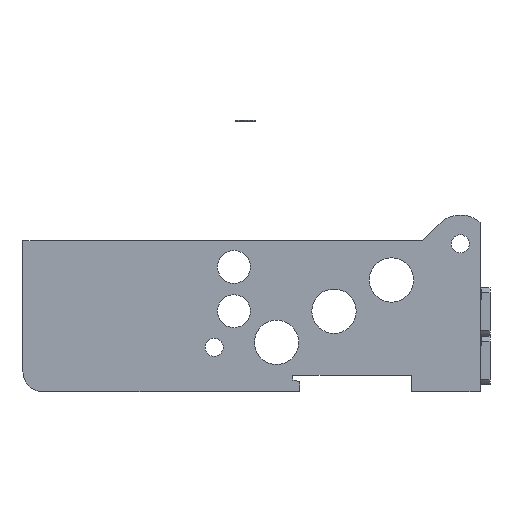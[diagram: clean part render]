
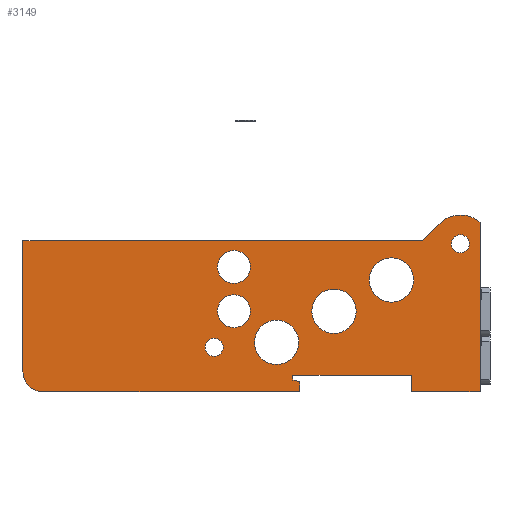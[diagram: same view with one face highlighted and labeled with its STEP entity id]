
A CAD part, front view. The second image highlights one B-rep face of the part: STEP entity #3149.
In plain terms, the highlighted planar face has unit normal (0, -1, 0).
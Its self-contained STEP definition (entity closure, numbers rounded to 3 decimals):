
#1231=CARTESIAN_POINT('',(0.,-9.5,51.437));
#1232=VERTEX_POINT('',#1231);
#1239=CARTESIAN_POINT('',(0.0,-9.5,0.0));
#1240=VERTEX_POINT('',#1239);
#1241=CARTESIAN_POINT('',(0.0,-9.5,51.437));
#1242=DIRECTION('',(0.0,0.0,-1.0));
#1243=VECTOR('',#1242,51.437);
#1244=LINE('',#1241,#1243);
#1245=EDGE_CURVE('',#1232,#1240,#1244,.T.);
#2796=CARTESIAN_POINT('',(-3.25,-9.5,45.0));
#2797=VERTEX_POINT('',#2796);
#2798=CARTESIAN_POINT('',(-6.,-9.5,45.0));
#2799=DIRECTION('',(0.0,1.0,0.0));
#2800=DIRECTION('',(1.0,0.0,0.0));
#2801=AXIS2_PLACEMENT_3D('',#2798,#2799,#2800);
#2802=CIRCLE('',#2801,2.75);
#2803=EDGE_CURVE('',#2797,#2797,#2802,.T.);
#2845=CARTESIAN_POINT('',(-78.25,-9.5,13.5));
#2846=VERTEX_POINT('',#2845);
#2847=CARTESIAN_POINT('',(-81.0,-9.5,13.5));
#2848=DIRECTION('',(0.0,1.0,0.0));
#2849=DIRECTION('',(1.0,0.0,0.0));
#2850=AXIS2_PLACEMENT_3D('',#2847,#2848,#2849);
#2851=CIRCLE('',#2850,2.75);
#2852=EDGE_CURVE('',#2846,#2846,#2851,.T.);
#2872=CARTESIAN_POINT('',(-55.0,-9.5,3.));
#2873=VERTEX_POINT('',#2872);
#2880=CARTESIAN_POINT('',(-55.0,-9.5,0.));
#2881=VERTEX_POINT('',#2880);
#2882=CARTESIAN_POINT('',(-55.0,-9.5,0.));
#2883=DIRECTION('',(0.0,0.0,1.0));
#2884=VECTOR('',#2883,3.0);
#2885=LINE('',#2882,#2884);
#2886=EDGE_CURVE('',#2881,#2873,#2885,.T.);
#2912=CARTESIAN_POINT('',(-21.,-9.5,0.));
#2913=VERTEX_POINT('',#2912);
#2920=CARTESIAN_POINT('',(-21.0,-9.5,5.));
#2921=VERTEX_POINT('',#2920);
#2922=CARTESIAN_POINT('',(-21.0,-9.5,5.));
#2923=DIRECTION('',(0.0,0.0,-1.0));
#2924=VECTOR('',#2923,5.);
#2925=LINE('',#2922,#2924);
#2926=EDGE_CURVE('',#2921,#2913,#2925,.T.);
#2951=CARTESIAN_POINT('',(-57.0,-9.5,5.));
#2952=VERTEX_POINT('',#2951);
#2953=CARTESIAN_POINT('',(-57.0,-9.5,5.));
#2954=DIRECTION('',(1.0,0.0,0.0));
#2955=VECTOR('',#2954,36.0);
#2956=LINE('',#2953,#2955);
#2957=EDGE_CURVE('',#2952,#2921,#2956,.T.);
#2982=CARTESIAN_POINT('',(-57.0,-9.5,3.536));
#2983=VERTEX_POINT('',#2982);
#2984=CARTESIAN_POINT('',(-57.0,-9.5,3.536));
#2985=DIRECTION('',(0.0,0.0,1.0));
#2986=VECTOR('',#2985,1.464);
#2987=LINE('',#2984,#2986);
#2988=EDGE_CURVE('',#2983,#2952,#2987,.T.);
#3011=CARTESIAN_POINT('',(-55.0,-9.5,3.));
#3012=DIRECTION('',(-0.966,0.0,0.259));
#3013=VECTOR('',#3012,2.071);
#3014=LINE('',#3011,#3013);
#3015=EDGE_CURVE('',#2873,#2983,#3014,.T.);
#3021=CARTESIAN_POINT('',(-8.227,-9.5,42.684));
#3022=DIRECTION('',(0.0,1.0,0.0));
#3023=DIRECTION('',(0.0,0.0,1.0));
#3024=AXIS2_PLACEMENT_3D('',#3021,#3022,#3023);
#3025=PLANE('',#3024);
#3026=ORIENTED_EDGE('',*,*,#2886,.T.);
#3027=ORIENTED_EDGE('',*,*,#3015,.T.);
#3028=ORIENTED_EDGE('',*,*,#2988,.T.);
#3029=ORIENTED_EDGE('',*,*,#2957,.T.);
#3030=ORIENTED_EDGE('',*,*,#2926,.T.);
#3031=CARTESIAN_POINT('',(0.0,-9.5,0.0));
#3032=DIRECTION('',(-1.0,0.0,0.0));
#3033=VECTOR('',#3032,21.);
#3034=LINE('',#3031,#3033);
#3035=EDGE_CURVE('',#1240,#2913,#3034,.T.);
#3036=ORIENTED_EDGE('',*,*,#3035,.F.);
#3037=ORIENTED_EDGE('',*,*,#1245,.F.);
#3038=CARTESIAN_POINT('',(-12.223,-9.5,51.223));
#3039=VERTEX_POINT('',#3038);
#3040=CARTESIAN_POINT('',(-6.,-9.5,45.0));
#3041=DIRECTION('',(0.0,1.0,0.0));
#3042=DIRECTION('',(-0.707,0.0,0.707));
#3043=AXIS2_PLACEMENT_3D('',#3040,#3041,#3042);
#3044=CIRCLE('',#3043,8.8);
#3045=EDGE_CURVE('',#3039,#1232,#3044,.T.);
#3046=ORIENTED_EDGE('',*,*,#3045,.F.);
#3047=CARTESIAN_POINT('',(-17.445,-9.5,46.));
#3048=VERTEX_POINT('',#3047);
#3049=CARTESIAN_POINT('',(-17.445,-9.5,46.));
#3050=DIRECTION('',(0.707,0.0,0.707));
#3051=VECTOR('',#3050,7.386);
#3052=LINE('',#3049,#3051);
#3053=EDGE_CURVE('',#3048,#3039,#3052,.T.);
#3054=ORIENTED_EDGE('',*,*,#3053,.F.);
#3055=CARTESIAN_POINT('',(-139.2,-9.5,46.));
#3056=VERTEX_POINT('',#3055);
#3057=CARTESIAN_POINT('',(-139.2,-9.5,46.));
#3058=DIRECTION('',(1.0,0.0,0.0));
#3059=VECTOR('',#3058,121.755);
#3060=LINE('',#3057,#3059);
#3061=EDGE_CURVE('',#3056,#3048,#3060,.T.);
#3062=ORIENTED_EDGE('',*,*,#3061,.F.);
#3063=CARTESIAN_POINT('',(-139.2,-9.5,6.));
#3064=VERTEX_POINT('',#3063);
#3065=CARTESIAN_POINT('',(-139.2,-9.5,6.));
#3066=DIRECTION('',(0.0,0.0,1.0));
#3067=VECTOR('',#3066,40.);
#3068=LINE('',#3065,#3067);
#3069=EDGE_CURVE('',#3064,#3056,#3068,.T.);
#3070=ORIENTED_EDGE('',*,*,#3069,.F.);
#3071=CARTESIAN_POINT('',(-133.2,-9.5,0.));
#3072=VERTEX_POINT('',#3071);
#3073=CARTESIAN_POINT('',(-133.2,-9.5,6.));
#3074=DIRECTION('',(0.0,1.0,0.0));
#3075=DIRECTION('',(0.0,0.0,-1.0));
#3076=AXIS2_PLACEMENT_3D('',#3073,#3074,#3075);
#3077=CIRCLE('',#3076,6.);
#3078=EDGE_CURVE('',#3072,#3064,#3077,.T.);
#3079=ORIENTED_EDGE('',*,*,#3078,.F.);
#3080=CARTESIAN_POINT('',(-55.0,-9.5,0.));
#3081=DIRECTION('',(-1.0,0.0,0.0));
#3082=VECTOR('',#3081,78.2);
#3083=LINE('',#3080,#3082);
#3084=EDGE_CURVE('',#2881,#3072,#3083,.T.);
#3085=ORIENTED_EDGE('',*,*,#3084,.F.);
#3086=EDGE_LOOP('',(#3026,#3027,#3028,#3029,#3030,#3036,#3037,#3046,#3054,#3062,#3070,#3079,#3085));
#3087=FACE_OUTER_BOUND('',#3086,.T.);
#3088=ORIENTED_EDGE('',*,*,#2803,.T.);
#3089=EDGE_LOOP('',(#3088));
#3090=FACE_BOUND('',#3089,.T.);
#3091=ORIENTED_EDGE('',*,*,#2852,.T.);
#3092=EDGE_LOOP('',(#3091));
#3093=FACE_BOUND('',#3092,.T.);
#3094=CARTESIAN_POINT('',(-68.75,-9.5,15.0));
#3095=VERTEX_POINT('',#3094);
#3096=CARTESIAN_POINT('',(-62.0,-9.5,15.0));
#3097=DIRECTION('',(0.0,1.0,0.0));
#3098=DIRECTION('',(1.0,0.0,0.0));
#3099=AXIS2_PLACEMENT_3D('',#3096,#3097,#3098);
#3100=CIRCLE('',#3099,6.75);
#3101=EDGE_CURVE('',#3095,#3095,#3100,.T.);
#3102=ORIENTED_EDGE('',*,*,#3101,.T.);
#3103=EDGE_LOOP('',(#3102));
#3104=FACE_BOUND('',#3103,.T.);
#3105=CARTESIAN_POINT('',(-51.25,-9.5,24.5));
#3106=VERTEX_POINT('',#3105);
#3107=CARTESIAN_POINT('',(-44.5,-9.5,24.5));
#3108=DIRECTION('',(0.0,1.0,0.0));
#3109=DIRECTION('',(1.0,0.0,0.0));
#3110=AXIS2_PLACEMENT_3D('',#3107,#3108,#3109);
#3111=CIRCLE('',#3110,6.75);
#3112=EDGE_CURVE('',#3106,#3106,#3111,.T.);
#3113=ORIENTED_EDGE('',*,*,#3112,.T.);
#3114=EDGE_LOOP('',(#3113));
#3115=FACE_BOUND('',#3114,.T.);
#3116=CARTESIAN_POINT('',(-33.75,-9.5,34.0));
#3117=VERTEX_POINT('',#3116);
#3118=CARTESIAN_POINT('',(-27.0,-9.5,34.0));
#3119=DIRECTION('',(0.0,1.0,0.0));
#3120=DIRECTION('',(1.0,0.0,0.0));
#3121=AXIS2_PLACEMENT_3D('',#3118,#3119,#3120);
#3122=CIRCLE('',#3121,6.75);
#3123=EDGE_CURVE('',#3117,#3117,#3122,.T.);
#3124=ORIENTED_EDGE('',*,*,#3123,.T.);
#3125=EDGE_LOOP('',(#3124));
#3126=FACE_BOUND('',#3125,.T.);
#3127=CARTESIAN_POINT('',(-80.0,-9.5,38.0));
#3128=VERTEX_POINT('',#3127);
#3129=CARTESIAN_POINT('',(-75.0,-9.5,38.0));
#3130=DIRECTION('',(0.0,1.0,0.0));
#3131=DIRECTION('',(1.0,0.0,0.0));
#3132=AXIS2_PLACEMENT_3D('',#3129,#3130,#3131);
#3133=CIRCLE('',#3132,5.0);
#3134=EDGE_CURVE('',#3128,#3128,#3133,.T.);
#3135=ORIENTED_EDGE('',*,*,#3134,.T.);
#3136=EDGE_LOOP('',(#3135));
#3137=FACE_BOUND('',#3136,.T.);
#3138=CARTESIAN_POINT('',(-80.0,-9.5,24.5));
#3139=VERTEX_POINT('',#3138);
#3140=CARTESIAN_POINT('',(-75.0,-9.5,24.5));
#3141=DIRECTION('',(0.0,1.0,0.0));
#3142=DIRECTION('',(1.0,0.0,0.0));
#3143=AXIS2_PLACEMENT_3D('',#3140,#3141,#3142);
#3144=CIRCLE('',#3143,5.0);
#3145=EDGE_CURVE('',#3139,#3139,#3144,.T.);
#3146=ORIENTED_EDGE('',*,*,#3145,.T.);
#3147=EDGE_LOOP('',(#3146));
#3148=FACE_BOUND('',#3147,.T.);
#3149=ADVANCED_FACE('',(#3087,#3090,#3093,#3104,#3115,#3126,#3137,#3148),#3025,.F.);
